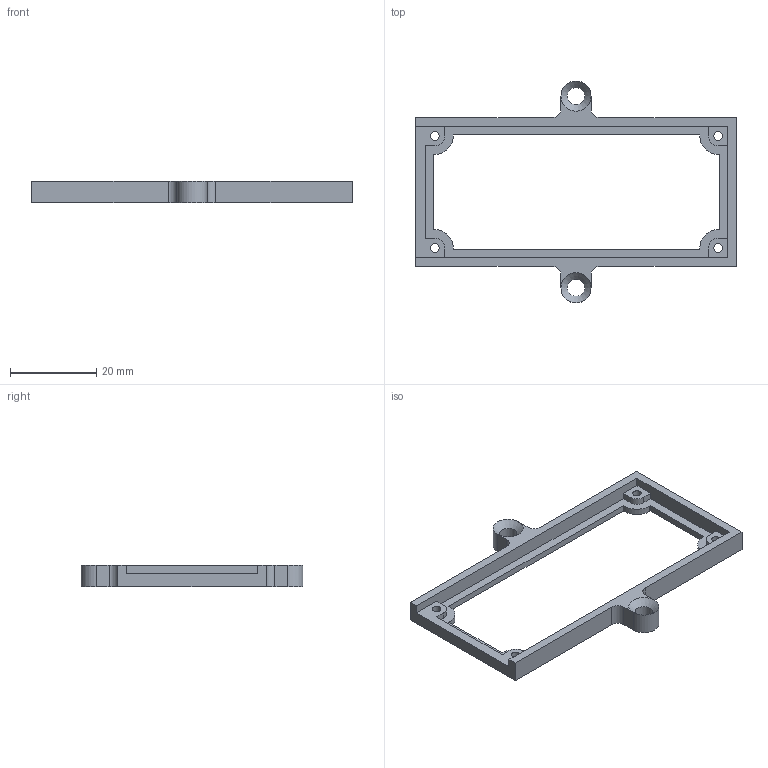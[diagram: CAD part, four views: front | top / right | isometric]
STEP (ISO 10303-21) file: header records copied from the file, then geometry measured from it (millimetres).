
FILE_DESCRIPTION(/* description */ (''),/* implementation_level */ '2;1');
FILE_NAME(/* name */ 'PCB holder v5.step',/* time_stamp */ '2024-09-21T11:20:36+02:00',/* author */ (''),/* organization */ (''),/* preprocessor_version */ 'ST-DEVELOPER v20',/* originating_system */ 'Autodesk Translation Framework v13.20.0.188',/* authorisation */ '');
FILE_SCHEMA (('AUTOMOTIVE_DESIGN { 1 0 10303 214 3 1 1 }'));
Length unit declared in the file: millimetre
Products named in the file (1): PCB holder
Bounding box: 74.5 x 51.5 x 5 mm (x, y, z)
Volume: 3155.5 mm3; surface area: 4160.1 mm2
Topology: 1 solids, 1 shells, 62 faces, 178 edges, 116 vertices
Faces by surface type: plane 40, cylinder 20, cone 2
Full cylindrical faces by diameter (mm): 2 x4, 4 x2
Entity records: 2088 total; most frequent: CARTESIAN_POINT 357, ORIENTED_EDGE 356, DIRECTION 346, EDGE_CURVE 178, LINE 136, VECTOR 136, VERTEX_POINT 116, AXIS2_PLACEMENT_3D 105
